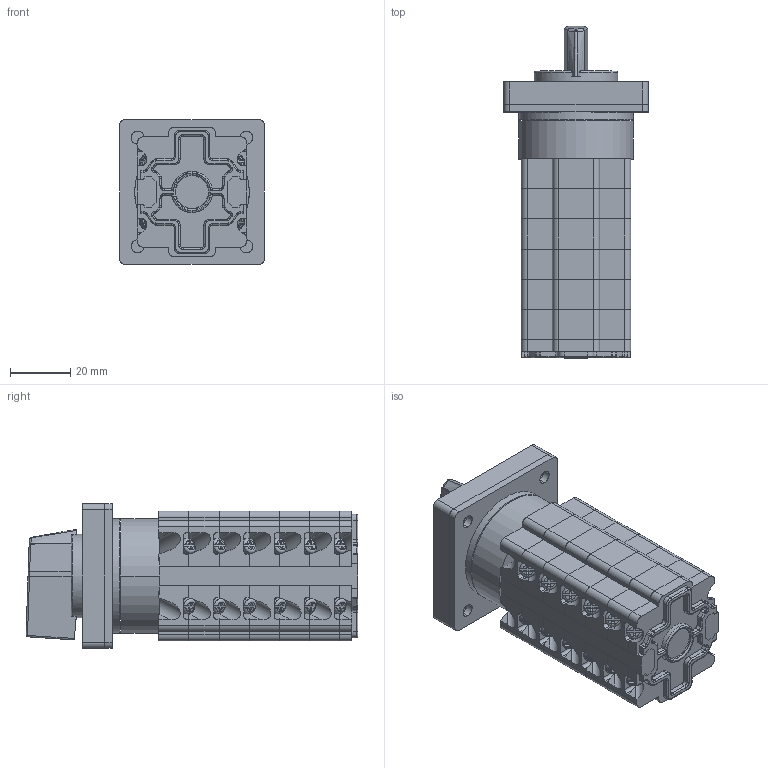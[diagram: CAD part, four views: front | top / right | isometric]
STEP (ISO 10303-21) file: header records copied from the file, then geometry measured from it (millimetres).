
FILE_DESCRIPTION(('TFLEX Exchange Step'),'2;1');
FILE_NAME('energoplast_4g20-6ke-u_3dmodel.stp', '2024-04-26T14:51:43+03:00',('nikolaeva'),('Unknown organisation'),'TFLEX Exchange 2019.0','T-FLEX CAD','Unknown authorisation');
FILE_SCHEMA( ('AUTOMOTIVE_DESIGN { 1 0 10303 214 1 1 1 1 }') );
Length unit declared in the file: millimetre
Products named in the file (4): стекло; Трещетка; крышка; BUFFER:0000007E673FC370 
Assembly tree (3 placements, depth 2):
  BUFFER:0000007E673FC370 
    стекло
    Трещетка
    крышка
Bounding box: 48 x 109.95 x 48 mm (x, y, z)
Volume: 127854.3 mm3; surface area: 60737.6 mm2
Topology: 15 solids, 15 shells, 1540 faces, 4562 edges, 2994 vertices
Faces by surface type: plane 879, cylinder 407, cone 134, torus 105, bspline 13, sphere 2
Full cylindrical faces by diameter (mm): 2.5 x1, 3 x24, 4.5 x1, 10.5 x1, 27.6 x1
Entity records: 71488 total; most frequent: CARTESIAN_POINT 38610, ORIENTED_EDGE 9126, EDGE_CURVE 4563, B_SPLINE_CURVE_WITH_KNOTS 4515, DIRECTION 3137, VERTEX_POINT 2996, EDGE_LOOP 1617, FACE_BOUND 1617
